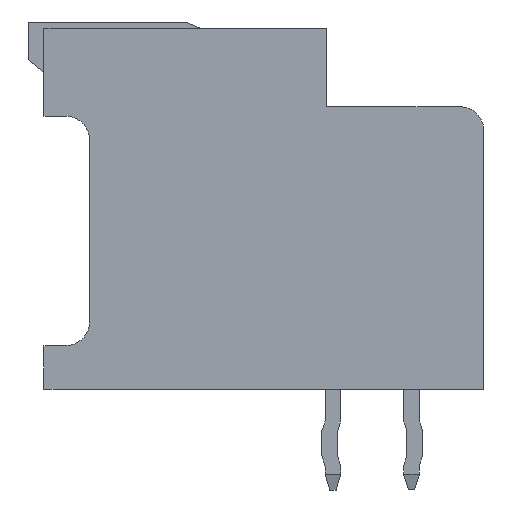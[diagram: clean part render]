
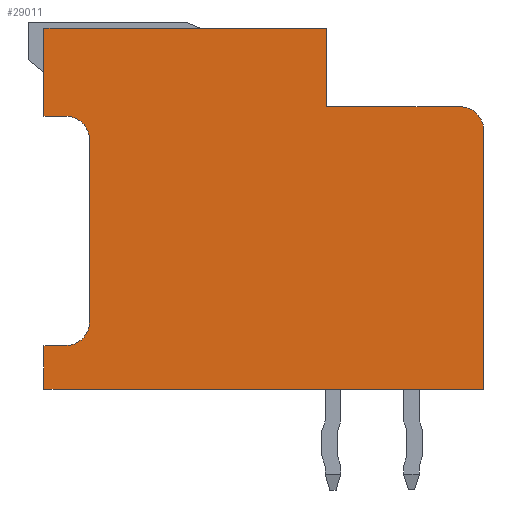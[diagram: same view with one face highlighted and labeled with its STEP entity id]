
A CAD part, left-side view. The second image highlights one B-rep face of the part: STEP entity #29011.
In plain terms, the highlighted face is planar.
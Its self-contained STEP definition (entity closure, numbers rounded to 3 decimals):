
#97=CIRCLE('',#30214,0.75);
#102=CIRCLE('',#30232,0.75);
#103=CIRCLE('',#30233,0.75);
#3226=ORIENTED_EDGE('',*,*,#8008,.T.);
#3227=ORIENTED_EDGE('',*,*,#8020,.T.);
#3228=ORIENTED_EDGE('',*,*,#8017,.T.);
#3229=ORIENTED_EDGE('',*,*,#8074,.T.);
#3230=ORIENTED_EDGE('',*,*,#8075,.T.);
#3231=ORIENTED_EDGE('',*,*,#8028,.T.);
#3232=ORIENTED_EDGE('',*,*,#8065,.T.);
#3233=ORIENTED_EDGE('',*,*,#8076,.F.);
#3234=ORIENTED_EDGE('',*,*,#8069,.T.);
#3235=ORIENTED_EDGE('',*,*,#8077,.F.);
#3236=ORIENTED_EDGE('',*,*,#8073,.T.);
#3237=ORIENTED_EDGE('',*,*,#8078,.T.);
#3238=ORIENTED_EDGE('',*,*,#8013,.T.);
#8008=EDGE_CURVE('',#10457,#10456,#12854,.T.);
#8013=EDGE_CURVE('',#10460,#10457,#12859,.T.);
#8017=EDGE_CURVE('',#10464,#10463,#12863,.T.);
#8020=EDGE_CURVE('',#10456,#10464,#97,.T.);
#8028=EDGE_CURVE('',#10472,#10471,#12872,.T.);
#8065=EDGE_CURVE('',#10471,#10501,#12905,.T.);
#8069=EDGE_CURVE('',#10502,#10505,#12909,.T.);
#8073=EDGE_CURVE('',#10506,#10509,#12913,.T.);
#8074=EDGE_CURVE('',#10463,#10510,#12914,.T.);
#8075=EDGE_CURVE('',#10510,#10472,#12915,.T.);
#8076=EDGE_CURVE('',#10502,#10501,#102,.T.);
#8077=EDGE_CURVE('',#10506,#10505,#103,.T.);
#8078=EDGE_CURVE('',#10509,#10460,#12916,.T.);
#10456=VERTEX_POINT('',#39753);
#10457=VERTEX_POINT('',#39755);
#10460=VERTEX_POINT('',#39764);
#10463=VERTEX_POINT('',#39771);
#10464=VERTEX_POINT('',#39773);
#10471=VERTEX_POINT('',#39793);
#10472=VERTEX_POINT('',#39795);
#10501=VERTEX_POINT('',#39868);
#10502=VERTEX_POINT('',#39872);
#10505=VERTEX_POINT('',#39877);
#10506=VERTEX_POINT('',#39881);
#10509=VERTEX_POINT('',#39886);
#10510=VERTEX_POINT('',#39890);
#12854=LINE('',#39754,#15808);
#12859=LINE('',#39763,#15813);
#12863=LINE('',#39772,#15817);
#12872=LINE('',#39794,#15826);
#12905=LINE('',#39869,#15859);
#12909=LINE('',#39878,#15863);
#12913=LINE('',#39887,#15867);
#12914=LINE('',#39889,#15868);
#12915=LINE('',#39891,#15869);
#12916=LINE('',#39894,#15870);
#15808=VECTOR('',#33809,1000.);
#15813=VECTOR('',#33816,1000.);
#15817=VECTOR('',#33822,1000.);
#15826=VECTOR('',#33841,1000.);
#15859=VECTOR('',#33898,1000.);
#15863=VECTOR('',#33904,1000.);
#15867=VECTOR('',#33910,1000.);
#15868=VECTOR('',#33913,1000.);
#15869=VECTOR('',#33914,1000.);
#15870=VECTOR('',#33919,1000.);
#17639=EDGE_LOOP('',(#3226,#3227,#3228,#3229,#3230,#3231,#3232,#3233,#3234,
#3235,#3236,#3237,#3238));
#18799=FACE_BOUND('',#17639,.T.);
#19931=PLANE('',#30231);
#29011=ADVANCED_FACE('',(#18799),#19931,.T.);
#30214=AXIS2_PLACEMENT_3D('',#39777,#33828,#33829);
#30231=AXIS2_PLACEMENT_3D('',#39888,#33911,#33912);
#30232=AXIS2_PLACEMENT_3D('',#39892,#33915,#33916);
#30233=AXIS2_PLACEMENT_3D('',#39893,#33917,#33918);
#33809=DIRECTION('',(0.,1.,0.));
#33816=DIRECTION('',(0.,0.,-1.));
#33822=DIRECTION('',(0.,0.,1.));
#33828=DIRECTION('',(1.,0.,0.));
#33829=DIRECTION('',(0.,0.,-1.));
#33841=DIRECTION('',(0.,-1.,0.));
#33898=DIRECTION('',(0.,0.,-1.));
#33904=DIRECTION('',(0.,-1.,0.));
#33910=DIRECTION('',(0.,0.,1.));
#33911=DIRECTION('',(1.,0.,0.));
#33912=DIRECTION('',(0.,0.,-1.));
#33913=DIRECTION('',(0.,1.,0.));
#33914=DIRECTION('',(0.,0.,1.));
#33915=DIRECTION('',(1.,0.,0.));
#33916=DIRECTION('',(0.,0.,-1.));
#33917=DIRECTION('',(1.,0.,0.));
#33918=DIRECTION('',(0.,0.,-1.));
#33919=DIRECTION('',(0.,-1.,0.));
#39753=CARTESIAN_POINT('',(13.7,3.75,-7.));
#39754=CARTESIAN_POINT('',(13.7,-4.5,-7.));
#39755=CARTESIAN_POINT('',(13.7,-4.5,-7.));
#39763=CARTESIAN_POINT('',(13.7,-4.5,7.));
#39764=CARTESIAN_POINT('',(13.7,-4.5,7.));
#39771=CARTESIAN_POINT('',(13.7,4.5,-2.));
#39772=CARTESIAN_POINT('',(13.7,4.5,-7.));
#39773=CARTESIAN_POINT('',(13.7,4.5,-6.25));
#39777=CARTESIAN_POINT('',(13.7,3.75,-6.25));
#39793=CARTESIAN_POINT('',(13.7,4.2,7.));
#39794=CARTESIAN_POINT('',(13.7,7.,7.));
#39795=CARTESIAN_POINT('',(13.7,7.,7.));
#39868=CARTESIAN_POINT('',(13.7,4.2,6.3));
#39869=CARTESIAN_POINT('',(13.7,4.2,7.));
#39872=CARTESIAN_POINT('',(13.7,3.45,5.55));
#39877=CARTESIAN_POINT('',(13.7,-2.35,5.55));
#39878=CARTESIAN_POINT('',(13.7,4.2,5.55));
#39881=CARTESIAN_POINT('',(13.7,-3.1,6.3));
#39886=CARTESIAN_POINT('',(13.7,-3.1,7.));
#39887=CARTESIAN_POINT('',(13.7,-3.1,5.55));
#39888=CARTESIAN_POINT('',(13.7,0.,0.));
#39889=CARTESIAN_POINT('',(13.7,4.5,-2.));
#39890=CARTESIAN_POINT('',(13.7,7.,-2.));
#39891=CARTESIAN_POINT('',(13.7,7.,-2.));
#39892=CARTESIAN_POINT('',(13.7,3.45,6.3));
#39893=CARTESIAN_POINT('',(13.7,-2.35,6.3));
#39894=CARTESIAN_POINT('',(13.7,-3.1,7.));
